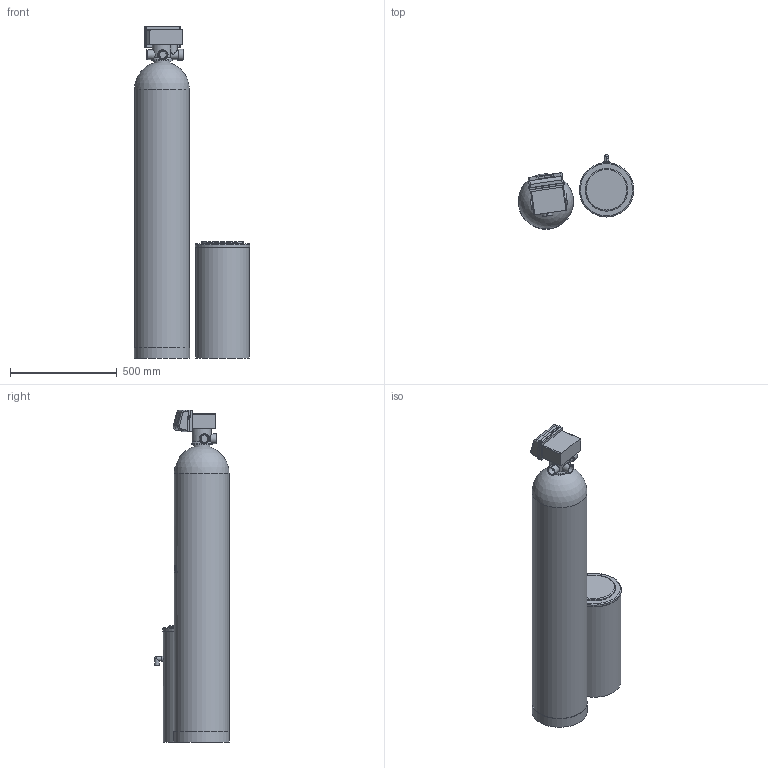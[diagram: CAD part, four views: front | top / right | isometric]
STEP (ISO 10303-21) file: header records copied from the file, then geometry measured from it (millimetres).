
FILE_DESCRIPTION(('STEP AP203'), '1');
FILE_NAME('栖闉罻 24', '2017-08-02T13:51:53', ('UNSPECIFIED'), ('UNSPECIFIED'), 'ASCON STEP Converter 1.3', 'ASCON Math Kernel', '');
FILE_SCHEMA(('CONFIG_CONTROL_DESIGN'));
Length unit declared in the file: millimetre
Assembly tree (2 placements, depth 2):
  (unnamed)
    (unnamed)
    (unnamed)
Bounding box: 540.98 x 349.19 x 1555.76 mm (x, y, z)
Volume: 99205847.3 mm3; surface area: 1858232.4 mm2
Topology: 2 solids, 2 shells, 602 faces, 1643 edges, 1076 vertices
Faces by surface type: cylinder 407, plane 172, sphere 10, torus 6, bspline 4, cone 3
Full cylindrical faces by diameter (mm): 20 x2, 25 x1, 36 x2, 38 x1, 45 x3, 52 x1, 76 x1, 99.238 x1, 200 x1, 250 x1, 255 x1, 257 x1, 259 x1
Entity records: 33543 total; most frequent: CARTESIAN_POINT 15093, ORIENTED_EDGE 3218, DIRECTION 2153, EDGE_CURVE 1609, VERTEX_POINT 1076, AXIS2_PLACEMENT_3D 754, B_SPLINE_CURVE_WITH_KNOTS 695, EDGE_LOOP 667
